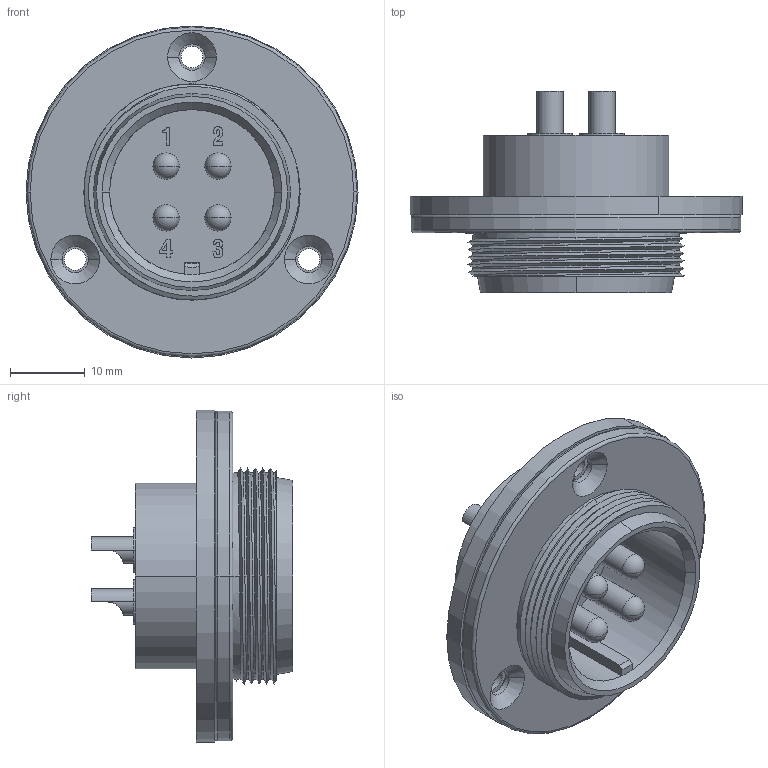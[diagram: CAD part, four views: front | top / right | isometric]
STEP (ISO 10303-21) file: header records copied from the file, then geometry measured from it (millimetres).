
FILE_DESCRIPTION((''),'2;1');
FILE_NAME('HY-Z2504-S01E0-GM_SW0001','2017-08-04T',('hq.zhang'),(''),'PRO/ENGINEER BY PARAMETRIC TECHNOLOGY CORPORATION, 2012480','PRO/ENGINEER BY PARAMETRIC TECHNOLOGY CORPORATION, 2012480','');
FILE_SCHEMA(('AUTOMOTIVE_DESIGN { 1 0 10303 214 1 1 1 1 }'));
Length unit declared in the file: millimetre
Products named in the file (1): HY-Z2504-S01E0-GM_SW0001
Bounding box: 44.3 x 26.9 x 44.3 mm (x, y, z)
Volume: 10345.9 mm3; surface area: 9683.5 mm2
Topology: 1 solids, 1 shells, 445 faces, 1174 edges, 753 vertices
Faces by surface type: plane 170, cylinder 87, extrusion 86, cone 65, bspline 22, sphere 8, torus 7
Entity records: 21022 total; most frequent: CARTESIAN_POINT 10495, ORIENTED_EDGE 2316, DIRECTION 1840, EDGE_CURVE 1158, VERTEX_POINT 753, VECTOR 638, AXIS2_PLACEMENT_3D 601, LINE 552
